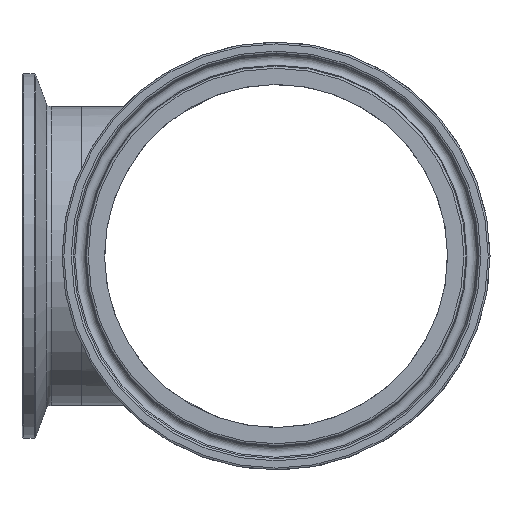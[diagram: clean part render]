
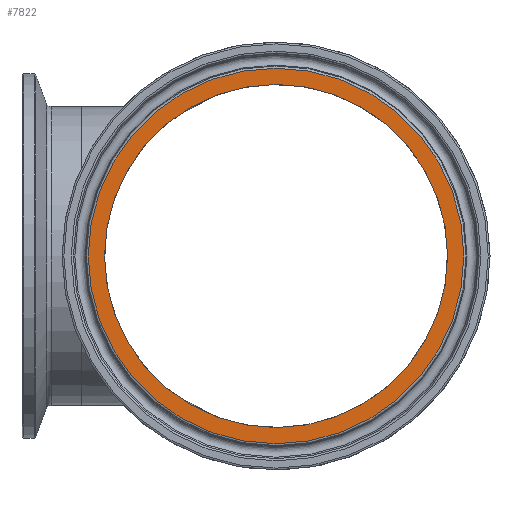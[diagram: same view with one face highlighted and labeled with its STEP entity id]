
A CAD part, left-side view. The second image highlights one B-rep face of the part: STEP entity #7822.
In plain terms, the highlighted planar face has unit normal (-1, 0, 0).
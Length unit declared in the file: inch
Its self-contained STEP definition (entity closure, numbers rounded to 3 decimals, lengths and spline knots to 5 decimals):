
#182=FACE_BOUND('',#1523,.T.);
#183=FACE_BOUND('',#1524,.T.);
#369=PLANE('',#8306);
#1523=EDGE_LOOP('',(#7281));
#1524=EDGE_LOOP('',(#7282));
#2748=CIRCLE('',#8295,1.435);
#2753=CIRCLE('',#8303,1.57066);
#3908=VERTEX_POINT('',#17057);
#3913=VERTEX_POINT('',#17070);
#5038=EDGE_CURVE('',#3908,#3908,#2748,.T.);
#5043=EDGE_CURVE('',#3913,#3913,#2753,.T.);
#7281=ORIENTED_EDGE('',*,*,#5038,.T.);
#7282=ORIENTED_EDGE('',*,*,#5043,.F.);
#7822=ADVANCED_FACE('',(#182,#183),#369,.T.);
#8295=AXIS2_PLACEMENT_3D('',#17058,#9753,#9754);
#8303=AXIS2_PLACEMENT_3D('',#17071,#9769,#9770);
#8306=AXIS2_PLACEMENT_3D('',#17075,#9775,#9776);
#9753=DIRECTION('center_axis',(1.,0.,0.));
#9754=DIRECTION('ref_axis',(0.,0.,
-1.));
#9769=DIRECTION('center_axis',(1.,0.,0.));
#9770=DIRECTION('ref_axis',(0.,-1.,0.));
#9775=DIRECTION('center_axis',(-1.,0.,0.));
#9776=DIRECTION('ref_axis',(0.,0.,1.));
#17057=CARTESIAN_POINT('',(-3.094,1.435,0.));
#17058=CARTESIAN_POINT('Origin',(-3.094,0.,0.));
#17070=CARTESIAN_POINT('',(-3.094,1.57066,0.));
#17071=CARTESIAN_POINT('Origin',(-3.094,0.,0.));
#17075=CARTESIAN_POINT('Origin',(-3.094,1.58466,0.));
